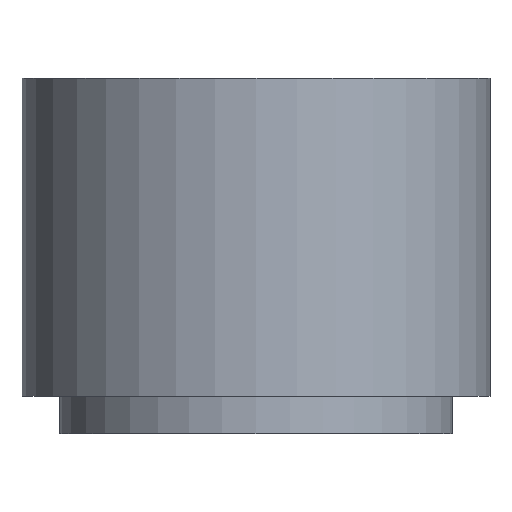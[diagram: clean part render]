
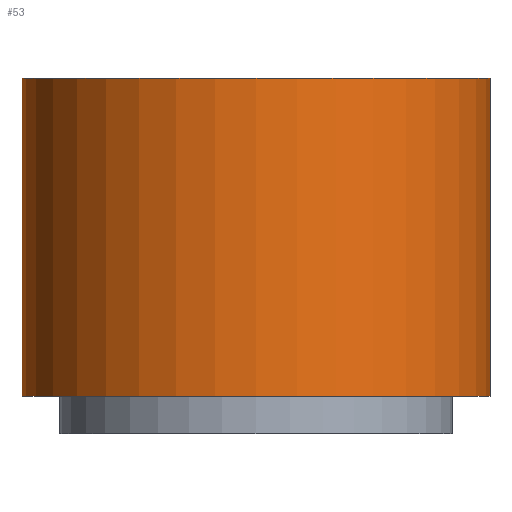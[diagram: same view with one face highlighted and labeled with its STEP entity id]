
A CAD part, front view. The second image highlights one B-rep face of the part: STEP entity #53.
In plain terms, the highlighted cylindrical face has radius 12.5 mm (diameter 25 mm), a partial arc.
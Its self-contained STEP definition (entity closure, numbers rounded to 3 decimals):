
#4 = DIRECTION ( 'NONE',  ( 0., 0., -1. ) ) ;
#12 = ORIENTED_EDGE ( 'NONE', *, *, #62, .F. ) ;
#14 = VERTEX_POINT ( 'NONE', #240 ) ;
#16 = CARTESIAN_POINT ( 'NONE',  ( 0., 0., 17. ) ) ;
#31 = EDGE_CURVE ( 'NONE', #14, #156, #300, .T. ) ;
#41 = AXIS2_PLACEMENT_3D ( 'NONE', #45, #147, #270 ) ;
#42 = ORIENTED_EDGE ( 'NONE', *, *, #212, .T. ) ;
#45 = CARTESIAN_POINT ( 'NONE',  ( 0., 0., 17. ) ) ;
#53 = ADVANCED_FACE ( 'NONE', ( #73 ), #169, .T. ) ;
#58 = LINE ( 'NONE', #130, #247 ) ;
#62 = EDGE_CURVE ( 'NONE', #156, #68, #58, .T. ) ;
#68 = VERTEX_POINT ( 'NONE', #78 ) ;
#73 = FACE_OUTER_BOUND ( 'NONE', #167, .T. ) ;
#78 = CARTESIAN_POINT ( 'NONE',  ( 12.5, 0., 0. ) ) ;
#82 = DIRECTION ( 'NONE',  ( 0., 0., -1. ) ) ;
#84 = CARTESIAN_POINT ( 'NONE',  ( 12.5, 0., 17. ) ) ;
#91 = ORIENTED_EDGE ( 'NONE', *, *, #31, .F. ) ;
#123 = DIRECTION ( 'NONE',  ( 0., 0., 1. ) ) ;
#130 = CARTESIAN_POINT ( 'NONE',  ( 12.5, 0., 17. ) ) ;
#147 = DIRECTION ( 'NONE',  ( 0., 0., -1. ) ) ;
#156 = VERTEX_POINT ( 'NONE', #84 ) ;
#167 = EDGE_LOOP ( 'NONE', ( #12, #91, #42, #220 ) ) ;
#169 = CYLINDRICAL_SURFACE ( 'NONE', #41, 12.5 ) ;
#172 = CIRCLE ( 'NONE', #274, 12.5 ) ;
#178 = CARTESIAN_POINT ( 'NONE',  ( -12.5, 0., 0. ) ) ;
#183 = EDGE_CURVE ( 'NONE', #250, #68, #172, .T. ) ;
#203 = CARTESIAN_POINT ( 'NONE',  ( 0., 0., 0. ) ) ;
#212 = EDGE_CURVE ( 'NONE', #14, #250, #249, .T. ) ;
#214 = AXIS2_PLACEMENT_3D ( 'NONE', #16, #123, #321 ) ;
#220 = ORIENTED_EDGE ( 'NONE', *, *, #183, .T. ) ;
#232 = CARTESIAN_POINT ( 'NONE',  ( -12.5, 0., 17. ) ) ;
#240 = CARTESIAN_POINT ( 'NONE',  ( -12.5, 0., 17. ) ) ;
#247 = VECTOR ( 'NONE', #82, 1000. ) ;
#249 = LINE ( 'NONE', #232, #316 ) ;
#250 = VERTEX_POINT ( 'NONE', #178 ) ;
#270 = DIRECTION ( 'NONE',  ( -1., 0., 0. ) ) ;
#274 = AXIS2_PLACEMENT_3D ( 'NONE', #203, #282, #279 ) ;
#279 = DIRECTION ( 'NONE',  ( 1., 0., 0. ) ) ;
#282 = DIRECTION ( 'NONE',  ( 0., 0., 1. ) ) ;
#300 = CIRCLE ( 'NONE', #214, 12.5 ) ;
#316 = VECTOR ( 'NONE', #4, 1000. ) ;
#321 = DIRECTION ( 'NONE',  ( 1., 0., 0. ) ) ;
